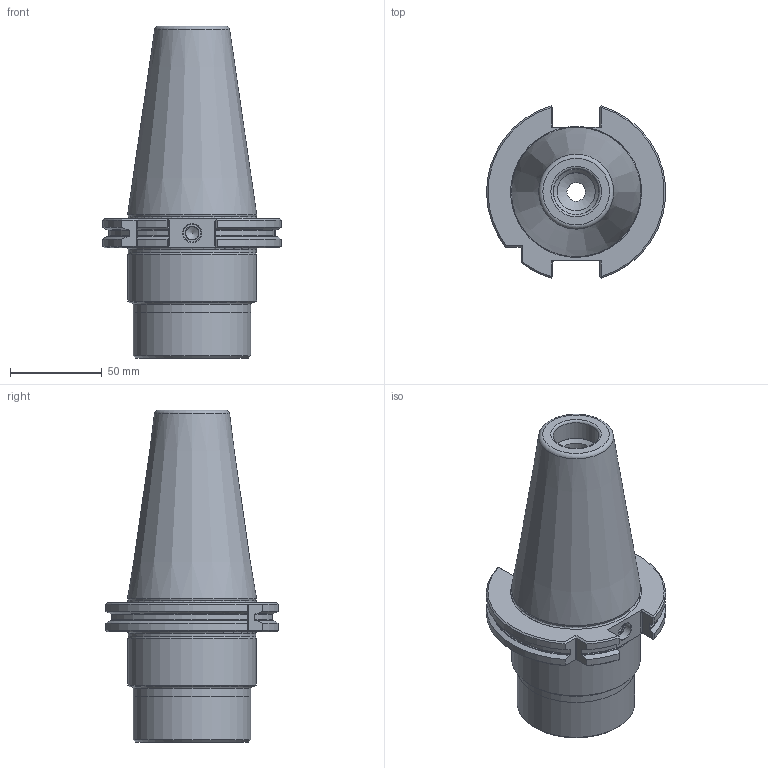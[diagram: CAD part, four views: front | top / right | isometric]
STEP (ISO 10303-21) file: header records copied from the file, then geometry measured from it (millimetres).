
FILE_DESCRIPTION(/* description */ (''),/* implementation_level */ '2;1');
FILE_NAME(/* name */ '225015050.stp',/* time_stamp */ '2021-01-08T12:43:38',/* author */ ('LRA'),/* organization */ ('REGO-FIX'),/* preprocessor_version */ ' Unknown',/* originating_system */ 'SIEMENS PLM Software Solid Edge ST10',/* authorization */ 'Unknown');
FILE_SCHEMA (('AUTOMOTIVE_DESIGN { 1 0 10303 214 2 1 1}'));
Length unit declared in the file: millimetre
Products named in the file (1): NOCUT
Bounding box: 97.32 x 93.58 x 180.6 mm (x, y, z)
Volume: 448506.8 mm3; surface area: 62232.7 mm2
Topology: 1 solids, 1 shells, 121 faces, 331 edges, 210 vertices
Faces by surface type: plane 42, cylinder 35, cone 31, torus 12, bspline 1
Full cylindrical faces by diameter (mm): 3.5 x5, 7 x1, 10 x1, 10.106 x1, 20.751 x1, 20.752 x1, 25 x1, 38 x1, 64 x2, 69.6 x1, 70 x1
Entity records: 4487 total; most frequent: CARTESIAN_POINT 862, DIRECTION 552, ORIENTED_EDGE 548, EDGE_CURVE 274, AXIS2_PLACEMENT_3D 227, VERTEX_POINT 199, FACE_BOUND 167, EDGE_LOOP 161
